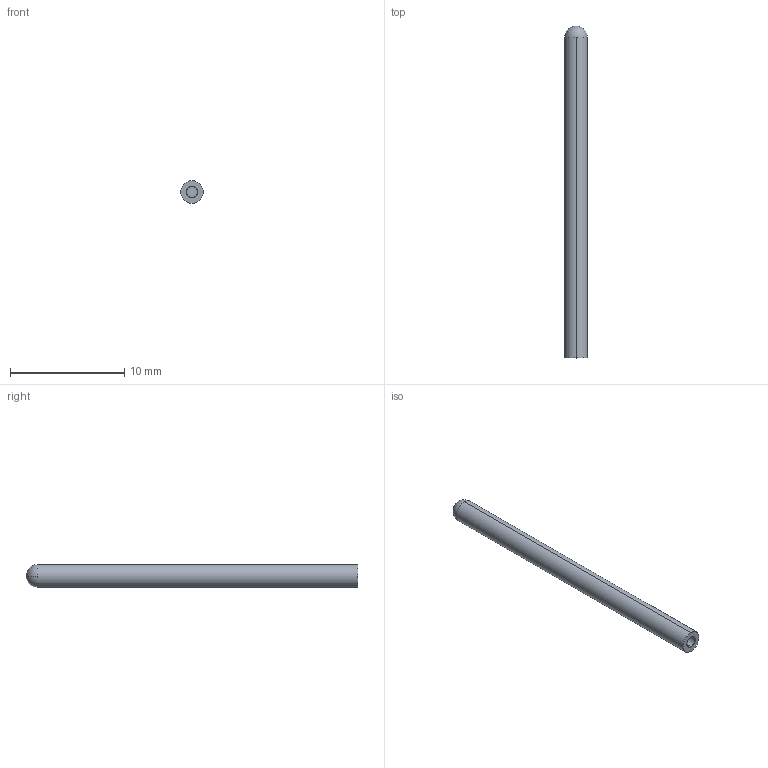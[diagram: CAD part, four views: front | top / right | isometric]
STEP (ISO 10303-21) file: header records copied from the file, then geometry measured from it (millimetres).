
FILE_DESCRIPTION (( 'STEP AP214' ), '1' );
FILE_NAME ('Diameter 2mm.STEP', '2018-11-03T11:09:27', ( '' ), ( '' ), 'SwSTEP 2.0', 'SolidWorks 2018', '' );
FILE_SCHEMA (( 'AUTOMOTIVE_DESIGN' ));
Length unit declared in the file: millimetre
Products named in the file (1): Diameter 2mm
Bounding box: 2 x 29 x 2 mm (x, y, z)
Volume: 68.1 mm3; surface area: 273.2 mm2
Topology: 1 solids, 1 shells, 12 faces, 26 edges, 15 vertices
Faces by surface type: cone 4, cylinder 4, sphere 2, plane 2
Entity records: 354 total; most frequent: DIRECTION 66, CARTESIAN_POINT 52, ORIENTED_EDGE 48, AXIS2_PLACEMENT_3D 29, EDGE_CURVE 24, CIRCLE 16, VERTEX_POINT 15, EDGE_LOOP 13
